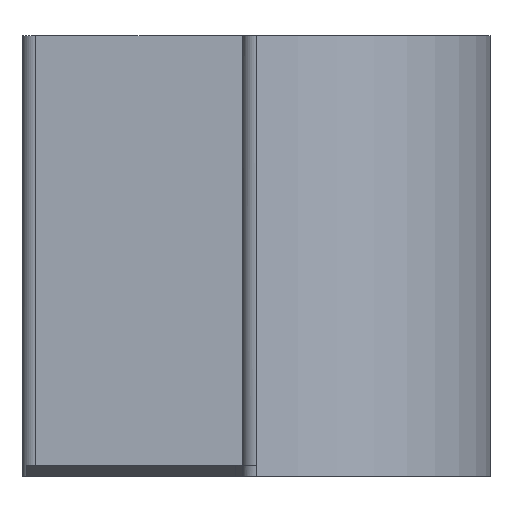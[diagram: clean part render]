
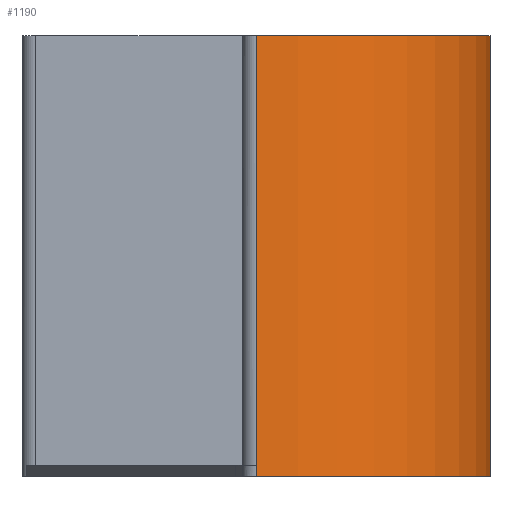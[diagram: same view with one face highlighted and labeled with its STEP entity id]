
A CAD part, left-side view. The second image highlights one B-rep face of the part: STEP entity #1190.
In plain terms, the highlighted cylindrical face has radius 45 mm (diameter 90 mm), a partial arc.
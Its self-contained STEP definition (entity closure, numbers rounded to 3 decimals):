
#203=FACE_OUTER_BOUND('',#291,.T.);
#291=EDGE_LOOP('',(#1098,#1099,#1100,#1101,#1102,#1103,#1104));
#350=LINE('',#3281,#430);
#367=LINE('',#3332,#447);
#369=LINE('',#3339,#449);
#430=VECTOR('',#1460,2.5);
#447=VECTOR('',#1513,10.);
#449=VECTOR('',#1521,10.);
#486=CIRCLE('',#1281,45.);
#487=CIRCLE('',#1282,2.5);
#490=CIRCLE('',#1289,2.5);
#493=CIRCLE('',#1295,45.);
#551=VERTEX_POINT('',#2450);
#586=VERTEX_POINT('',#3279);
#598=VERTEX_POINT('',#3318);
#599=VERTEX_POINT('',#3320);
#602=VERTEX_POINT('',#3330);
#603=VERTEX_POINT('',#3336);
#604=VERTEX_POINT('',#3338);
#740=EDGE_CURVE('',#586,#551,#350,.T.);
#760=EDGE_CURVE('',#599,#598,#486,.T.);
#761=EDGE_CURVE('',#586,#599,#487,.T.);
#766=EDGE_CURVE('',#602,#598,#367,.T.);
#768=EDGE_CURVE('',#551,#603,#490,.T.);
#769=EDGE_CURVE('',#603,#604,#369,.T.);
#775=EDGE_CURVE('',#604,#602,#493,.T.);
#1098=ORIENTED_EDGE('',*,*,#766,.F.);
#1099=ORIENTED_EDGE('',*,*,#775,.F.);
#1100=ORIENTED_EDGE('',*,*,#769,.F.);
#1101=ORIENTED_EDGE('',*,*,#768,.F.);
#1102=ORIENTED_EDGE('',*,*,#740,.F.);
#1103=ORIENTED_EDGE('',*,*,#761,.T.);
#1104=ORIENTED_EDGE('',*,*,#760,.T.);
#1131=CYLINDRICAL_SURFACE('',#1294,45.);
#1190=ADVANCED_FACE('',(#203),#1131,.T.);
#1281=AXIS2_PLACEMENT_3D('',#3321,#1499,#1500);
#1282=AXIS2_PLACEMENT_3D('',#3322,#1501,#1502);
#1289=AXIS2_PLACEMENT_3D('',#3337,#1519,#1520);
#1294=AXIS2_PLACEMENT_3D('',#3349,#1533,#1534);
#1295=AXIS2_PLACEMENT_3D('',#3350,#1535,#1536);
#1460=DIRECTION('',(0.,0.,1.));
#1499=DIRECTION('center_axis',(0.,0.,1.));
#1500=DIRECTION('ref_axis',(1.,0.,0.));
#1501=DIRECTION('center_axis',(0.,0.,1.));
#1502=DIRECTION('ref_axis',(-0.728,0.686,0.));
#1513=DIRECTION('',(0.,0.,-1.));
#1519=DIRECTION('center_axis',(0.,0.,1.));
#1520=DIRECTION('ref_axis',(0.686,0.728,0.));
#1521=DIRECTION('',(0.,0.,1.));
#1533=DIRECTION('center_axis',(0.,0.,1.));
#1534=DIRECTION('ref_axis',(1.,0.,0.));
#1535=DIRECTION('center_axis',(0.,0.,1.));
#1536=DIRECTION('ref_axis',(1.,0.,0.));
#2450=CARTESIAN_POINT('',(-44.922,-2.646,2.));
#3279=CARTESIAN_POINT('',(-44.922,-2.646,0.));
#3281=CARTESIAN_POINT('',(-44.922,-2.646,0.));
#3318=CARTESIAN_POINT('',(14.407,-42.632,0.));
#3320=CARTESIAN_POINT('',(-44.922,-2.647,0.));
#3321=CARTESIAN_POINT('Origin',(0.,0.,0.));
#3322=CARTESIAN_POINT('Origin',(-42.426,-2.5,0.));
#3330=CARTESIAN_POINT('',(14.407,-42.632,80.));
#3332=CARTESIAN_POINT('',(14.407,-42.632,0.));
#3336=CARTESIAN_POINT('',(-44.922,-2.647,2.));
#3337=CARTESIAN_POINT('Origin',(-42.426,-2.5,2.));
#3338=CARTESIAN_POINT('',(-44.922,-2.647,80.));
#3339=CARTESIAN_POINT('',(-44.922,-2.647,0.));
#3349=CARTESIAN_POINT('Origin',(0.,0.,0.));
#3350=CARTESIAN_POINT('Origin',(0.,0.,80.));
